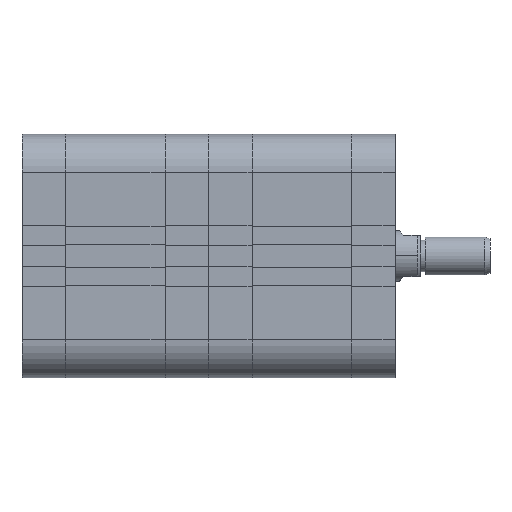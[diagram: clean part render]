
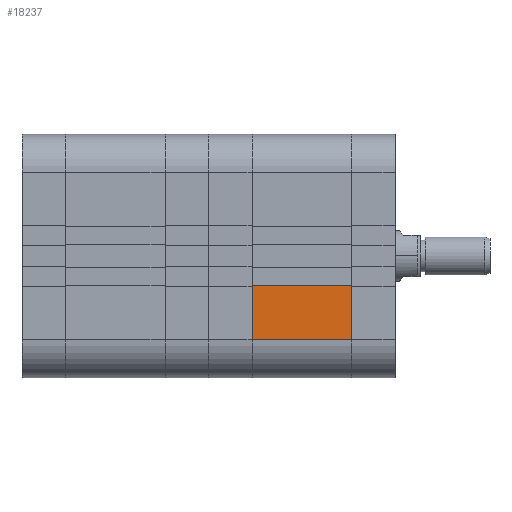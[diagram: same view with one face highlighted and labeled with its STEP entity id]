
A CAD part, front view. The second image highlights one B-rep face of the part: STEP entity #18237.
In plain terms, the highlighted planar face has unit normal (0, -1, 0).
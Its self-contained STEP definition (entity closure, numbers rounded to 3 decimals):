
#1465 = VECTOR ( 'NONE', #3989, 1000. ) ;
#1479 = DIRECTION ( 'NONE',  ( 0., 0., -1. ) ) ;
#1550 = VECTOR ( 'NONE', #17961, 1000. ) ;
#2081 = EDGE_CURVE ( 'NONE', #26312, #32901, #30652, .T. ) ;
#3989 = DIRECTION ( 'NONE',  ( 0., 0., -1. ) ) ;
#6092 = ORIENTED_EDGE ( 'NONE', *, *, #23790, .T. ) ;
#6766 = CARTESIAN_POINT ( 'NONE',  ( 31.5, -38.5, -38.5 ) ) ;
#6885 = VECTOR ( 'NONE', #1479, 1000. ) ;
#9776 = CARTESIAN_POINT ( 'NONE',  ( 31.501, -38.5, -9.3 ) ) ;
#10048 = PLANE ( 'NONE',  #13214 ) ;
#11453 = VECTOR ( 'NONE', #32146, 1000. ) ;
#12415 = DIRECTION ( 'NONE',  ( 0., 0., 1. ) ) ;
#13214 = AXIS2_PLACEMENT_3D ( 'NONE', #6766, #18424, #12415 ) ;
#14894 = CARTESIAN_POINT ( 'NONE',  ( 31.5, -38.5, -26.5 ) ) ;
#15253 = ORIENTED_EDGE ( 'NONE', *, *, #2081, .F. ) ;
#17380 = EDGE_LOOP ( 'NONE', ( #32043, #6092, #30310, #15253 ) ) ;
#17633 = CARTESIAN_POINT ( 'NONE',  ( 0., -38.5, -26.5 ) ) ;
#17961 = DIRECTION ( 'NONE',  ( -1., 0., 0. ) ) ;
#18237 = ADVANCED_FACE ( 'NONE', ( #34499 ), #10048, .F. ) ;
#18357 = EDGE_CURVE ( 'NONE', #20693, #32901, #26460, .T. ) ;
#18424 = DIRECTION ( 'NONE',  ( 0., 1., 0. ) ) ;
#19851 = CARTESIAN_POINT ( 'NONE',  ( 0., -38.5, -38.5 ) ) ;
#20547 = CARTESIAN_POINT ( 'NONE',  ( 31.5, -38.5, -9.3 ) ) ;
#20693 = VERTEX_POINT ( 'NONE', #17633 ) ;
#20994 = CARTESIAN_POINT ( 'NONE',  ( 31.5, -38.5, -26.5 ) ) ;
#23790 = EDGE_CURVE ( 'NONE', #35794, #20693, #31704, .T. ) ;
#25328 = EDGE_CURVE ( 'NONE', #26312, #35794, #32225, .T. ) ;
#26312 = VERTEX_POINT ( 'NONE', #20547 ) ;
#26460 = LINE ( 'NONE', #20994, #11453 ) ;
#27466 = CARTESIAN_POINT ( 'NONE',  ( 0., -38.5, -9.3 ) ) ;
#30310 = ORIENTED_EDGE ( 'NONE', *, *, #18357, .T. ) ;
#30652 = LINE ( 'NONE', #34675, #6885 ) ;
#31704 = LINE ( 'NONE', #19851, #1465 ) ;
#32043 = ORIENTED_EDGE ( 'NONE', *, *, #25328, .T. ) ;
#32146 = DIRECTION ( 'NONE',  ( 1., 0., 0. ) ) ;
#32225 = LINE ( 'NONE', #9776, #1550 ) ;
#32901 = VERTEX_POINT ( 'NONE', #14894 ) ;
#34499 = FACE_OUTER_BOUND ( 'NONE', #17380, .T. ) ;
#34675 = CARTESIAN_POINT ( 'NONE',  ( 31.5, -38.5, -38.5 ) ) ;
#35794 = VERTEX_POINT ( 'NONE', #27466 ) ;
